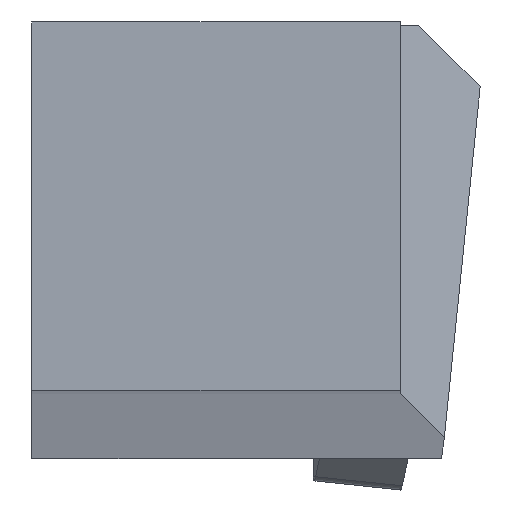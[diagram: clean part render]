
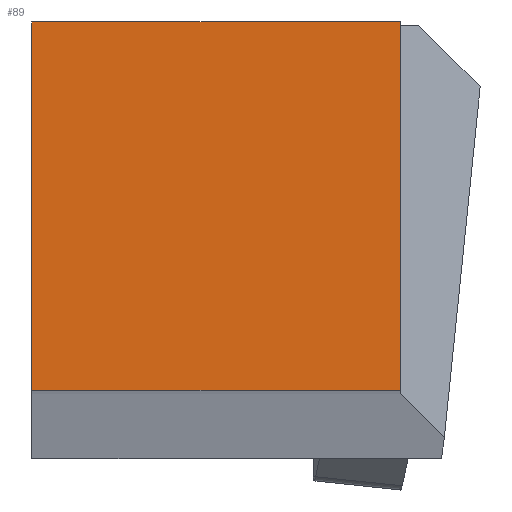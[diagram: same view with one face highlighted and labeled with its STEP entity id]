
A CAD part, top view. The second image highlights one B-rep face of the part: STEP entity #89.
In plain terms, the highlighted planar face has unit normal (0, 0, 1).
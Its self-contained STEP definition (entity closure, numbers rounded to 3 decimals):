
#89=ADVANCED_FACE('',(#140),#117,.T.);
#117=PLANE('',#574);
#140=FACE_OUTER_BOUND('',#165,.T.);
#165=EDGE_LOOP('',(#264,#265,#266,#267));
#264=ORIENTED_EDGE('',*,*,#375,.T.);
#265=ORIENTED_EDGE('',*,*,#410,.T.);
#266=ORIENTED_EDGE('',*,*,#405,.T.);
#267=ORIENTED_EDGE('',*,*,#409,.T.);
#327=VERTEX_POINT('',#752);
#328=VERTEX_POINT('',#754);
#346=VERTEX_POINT('',#811);
#347=VERTEX_POINT('',#813);
#375=EDGE_CURVE('',#328,#327,#445,.T.);
#405=EDGE_CURVE('',#347,#346,#475,.T.);
#409=EDGE_CURVE('',#346,#328,#479,.T.);
#410=EDGE_CURVE('',#327,#347,#480,.T.);
#445=LINE('',#753,#505);
#475=LINE('',#812,#535);
#479=LINE('',#820,#539);
#480=LINE('',#822,#540);
#505=VECTOR('',#610,1.);
#535=VECTOR('',#660,1.);
#539=VECTOR('',#668,1.);
#540=VECTOR('',#671,1.);
#574=AXIS2_PLACEMENT_3D('',#824,#674,#675);
#610=DIRECTION('',(1.,0.,0.));
#660=DIRECTION('',(-1.,0.,0.));
#668=DIRECTION('',(0.,-1.,0.));
#671=DIRECTION('',(0.,1.,0.));
#674=DIRECTION('',(0.,0.,1.));
#675=DIRECTION('',(-1.,0.,0.));
#752=CARTESIAN_POINT('',(20.,0.,0.));
#753=CARTESIAN_POINT('',(0.,0.,0.));
#754=CARTESIAN_POINT('',(0.,0.,0.));
#811=CARTESIAN_POINT('',(0.,20.,0.));
#812=CARTESIAN_POINT('',(20.,20.,0.));
#813=CARTESIAN_POINT('',(20.,20.,0.));
#820=CARTESIAN_POINT('',(0.,20.,0.));
#822=CARTESIAN_POINT('',(20.,0.,0.));
#824=CARTESIAN_POINT('',(10.,10.,0.));
